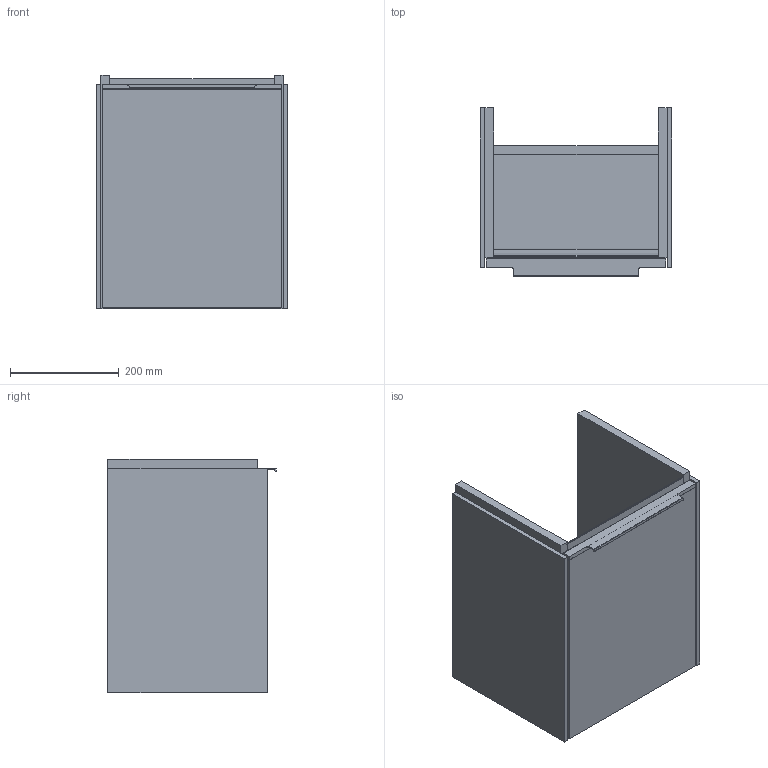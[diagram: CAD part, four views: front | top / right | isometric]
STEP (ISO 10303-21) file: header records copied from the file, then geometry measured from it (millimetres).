
FILE_DESCRIPTION(/* description */ (''),/* implementation_level */ '2;1');
FILE_NAME(/* name */ 'TK037_C5830Z_RFS.stp',/* time_stamp */ '2020-12-01T14:56:31+01:00',/* author */ ('StegeR'),/* organization */ (''),/* preprocessor_version */ 'ST-DEVELOPER v16.1',/* originating_system */ 'Autodesk Inventor 2016',/* authorisation */ '');
FILE_SCHEMA (('AUTOMOTIVE_DESIGN { 1 0 10303 214 3 1 1 }'));
Length unit declared in the file: millimetre
Products named in the file (1): TK037_C5830Z_RFS
Bounding box: 351 x 309 x 429 mm (x, y, z)
Volume: 11562070.5 mm3; surface area: 1876396.8 mm2
Topology: 10 solids, 10 shells, 111 faces, 270 edges, 180 vertices
Faces by surface type: plane 83, cylinder 28
Entity records: 3259 total; most frequent: CARTESIAN_POINT 572, DIRECTION 546, ORIENTED_EDGE 540, EDGE_CURVE 270, LINE 214, VECTOR 214, VERTEX_POINT 180, AXIS2_PLACEMENT_3D 166
